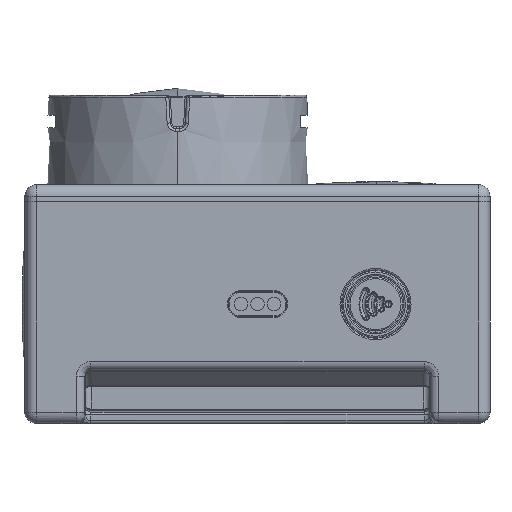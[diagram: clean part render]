
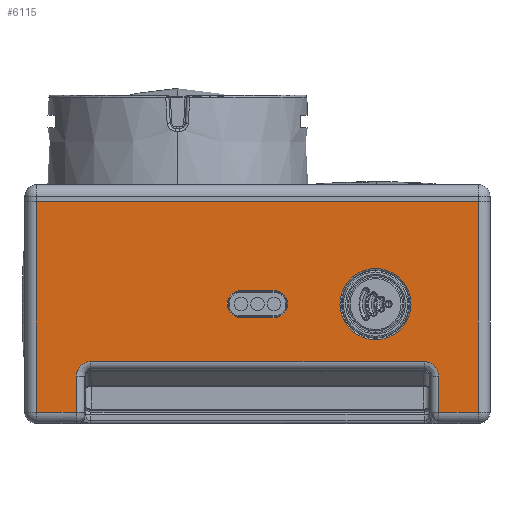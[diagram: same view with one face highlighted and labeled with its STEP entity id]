
A CAD part, left-side view. The second image highlights one B-rep face of the part: STEP entity #6115.
In plain terms, the highlighted planar face has unit normal (-1, 0, 0).
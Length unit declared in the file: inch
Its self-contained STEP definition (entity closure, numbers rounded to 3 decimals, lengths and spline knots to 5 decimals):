
#6 =( BOUNDED_CURVE ( )  B_SPLINE_CURVE ( 3, ( #24376, #24377, #24385, #24386 ),
 .UNSPECIFIED., .F., .F. ) 
 B_SPLINE_CURVE_WITH_KNOTS ( ( 4, 4 ),
 ( 3.14159, 4.71239 ),
 .UNSPECIFIED. ) 
 CURVE ( )  GEOMETRIC_REPRESENTATION_ITEM ( )  RATIONAL_B_SPLINE_CURVE ( ( 1., 0.805, 0.805, 1. ) ) 
 REPRESENTATION_ITEM ( '' )  );
#7 =( BOUNDED_CURVE ( )  B_SPLINE_CURVE ( 3, ( #24384, #24383, #24390, #24391 ),
 .UNSPECIFIED., .F., .F. ) 
 B_SPLINE_CURVE_WITH_KNOTS ( ( 4, 4 ),
 ( 1.5708, 3.14159 ),
 .UNSPECIFIED. ) 
 CURVE ( )  GEOMETRIC_REPRESENTATION_ITEM ( )  RATIONAL_B_SPLINE_CURVE ( ( 1., 0.805, 0.805, 1. ) ) 
 REPRESENTATION_ITEM ( '' )  );
#2510 = FACE_BOUND ( 'NONE', #7986, .T. ) ;
#2512 = FACE_OUTER_BOUND ( 'NONE', #8019, .T. ) ;
#2516 = FACE_BOUND ( 'NONE', #7994, .T. ) ;
#3477 = AXIS2_PLACEMENT_3D ( 'NONE', #6616, #6614, #6620 ) ;
#4515 = CARTESIAN_POINT ( 'NONE',  ( -1.161, -0.7675, 0.04 ) ) ;
#4516 = CARTESIAN_POINT ( 'NONE',  ( -1.161, 0.7675, 0.04 ) ) ;
#4518 = CARTESIAN_POINT ( 'NONE',  ( -1.161, -0.7675, 0.77 ) ) ;
#4530 = CARTESIAN_POINT ( 'NONE',  ( -1.161, 0.7675, 0.77 ) ) ;
#5968 = VERTEX_POINT ( 'NONE', #4515 ) ;
#5969 = VERTEX_POINT ( 'NONE', #4516 ) ;
#5971 = VERTEX_POINT ( 'NONE', #4518 ) ;
#5983 = VERTEX_POINT ( 'NONE', #4530 ) ;
#6115 = ADVANCED_FACE ( 'NONE', ( #2512, #2516, #2510 ), #6618, .F. ) ;
#6614 = DIRECTION ( 'NONE',  ( 1., 0., 0. ) ) ;
#6616 = CARTESIAN_POINT ( 'NONE',  ( -1.161, -0.8075, 0.83 ) ) ;
#6618 = PLANE ( 'NONE',  #3477 ) ;
#6620 = DIRECTION ( 'NONE',  ( 0., 0., -1. ) ) ;
#6994 = ORIENTED_EDGE ( 'NONE', *, *, #9191, .F. ) ;
#6995 = ORIENTED_EDGE ( 'NONE', *, *, #9186, .T. ) ;
#6996 = ORIENTED_EDGE ( 'NONE', *, *, #26074, .T. ) ;
#6997 = ORIENTED_EDGE ( 'NONE', *, *, #26075, .T. ) ;
#6998 = ORIENTED_EDGE ( 'NONE', *, *, #26076, .T. ) ;
#6999 = ORIENTED_EDGE ( 'NONE', *, *, #26077, .T. ) ;
#7000 = ORIENTED_EDGE ( 'NONE', *, *, #26078, .T. ) ;
#7001 = ORIENTED_EDGE ( 'NONE', *, *, #26079, .T. ) ;
#7002 = ORIENTED_EDGE ( 'NONE', *, *, #26080, .T. ) ;
#7003 = ORIENTED_EDGE ( 'NONE', *, *, #9196, .T. ) ;
#7004 = ORIENTED_EDGE ( 'NONE', *, *, #26081, .T. ) ;
#7005 = ORIENTED_EDGE ( 'NONE', *, *, #26082, .T. ) ;
#7006 = ORIENTED_EDGE ( 'NONE', *, *, #26083, .T. ) ;
#7007 = ORIENTED_EDGE ( 'NONE', *, *, #26084, .T. ) ;
#7008 = ORIENTED_EDGE ( 'NONE', *, *, #8870, .T. ) ;
#7009 = ORIENTED_EDGE ( 'NONE', *, *, #26085, .T. ) ;
#7733 = VERTEX_POINT ( 'NONE', #14738 ) ;
#7734 = VERTEX_POINT ( 'NONE', #14739 ) ;
#7836 = VERTEX_POINT ( 'NONE', #14840 ) ;
#7837 = VERTEX_POINT ( 'NONE', #14841 ) ;
#7863 = VERTEX_POINT ( 'NONE', #14867 ) ;
#7864 = VERTEX_POINT ( 'NONE', #14868 ) ;
#7865 = VERTEX_POINT ( 'NONE', #14869 ) ;
#7869 = VERTEX_POINT ( 'NONE', #14873 ) ;
#7872 = VERTEX_POINT ( 'NONE', #14876 ) ;
#7878 = VERTEX_POINT ( 'NONE', #14882 ) ;
#7889 = VERTEX_POINT ( 'NONE', #14893 ) ;
#7891 = VERTEX_POINT ( 'NONE', #14895 ) ;
#7986 = EDGE_LOOP ( 'NONE', ( #7008, #7009 ) ) ;
#7994 = EDGE_LOOP ( 'NONE', ( #7004, #7005, #7006, #7007 ) ) ;
#8019 = EDGE_LOOP ( 'NONE', ( #6994, #6995, #6996, #6997, #6998, #6999, #7000, #7001, #7002, #7003 ) ) ;
#8870 = EDGE_CURVE ( 'NONE', #7734, #7733, #15051, .T. ) ;
#9186 = EDGE_CURVE ( 'NONE', #5983, #5969, #15375, .T. ) ;
#9191 = EDGE_CURVE ( 'NONE', #5983, #5971, #15379, .T. ) ;
#9196 = EDGE_CURVE ( 'NONE', #5968, #5971, #15391, .T. ) ;
#12524 = AXIS2_PLACEMENT_3D ( 'NONE', #16349, #16350, #16351 ) ;
#14738 = CARTESIAN_POINT ( 'NONE',  ( -1.161, -0.41, 0.5385 ) ) ;
#14739 = CARTESIAN_POINT ( 'NONE',  ( -1.161, -0.41, 0.2915 ) ) ;
#14840 = CARTESIAN_POINT ( 'NONE',  ( -1.161, 0.62889, 0.04 ) ) ;
#14841 = CARTESIAN_POINT ( 'NONE',  ( -1.161, -0.62889, 0.165 ) ) ;
#14867 = CARTESIAN_POINT ( 'NONE',  ( -1.161, -0.62889, 0.04 ) ) ;
#14868 = CARTESIAN_POINT ( 'NONE',  ( -1.161, -0.0575, 0.462 ) ) ;
#14869 = CARTESIAN_POINT ( 'NONE',  ( -1.161, 0.57888, 0.215 ) ) ;
#14873 = CARTESIAN_POINT ( 'NONE',  ( -1.161, -0.0575, 0.368 ) ) ;
#14876 = CARTESIAN_POINT ( 'NONE',  ( -1.161, 0.0575, 0.462 ) ) ;
#14882 = CARTESIAN_POINT ( 'NONE',  ( -1.161, 0.0575, 0.368 ) ) ;
#14893 = CARTESIAN_POINT ( 'NONE',  ( -1.161, 0.62889, 0.165 ) ) ;
#14895 = CARTESIAN_POINT ( 'NONE',  ( -1.161, -0.57888, 0.215 ) ) ;
#15051 = CIRCLE ( 'NONE', #12524, 0.1235 ) ;
#15375 = LINE ( 'NONE', #18509, #15378 ) ;
#15378 = VECTOR ( 'NONE', #18511, 39.37008 ) ;
#15379 = LINE ( 'NONE', #18518, #15386 ) ;
#15386 = VECTOR ( 'NONE', #18522, 39.37008 ) ;
#15391 = LINE ( 'NONE', #18532, #15395 ) ;
#15395 = VECTOR ( 'NONE', #18528, 39.37008 ) ;
#16349 = CARTESIAN_POINT ( 'NONE',  ( -1.161, -0.41, 0.415 ) ) ;
#16350 = DIRECTION ( 'NONE',  ( 1., 0., 0. ) ) ;
#16351 = DIRECTION ( 'NONE',  ( 0., 0., -1. ) ) ;
#18509 = CARTESIAN_POINT ( 'NONE',  ( -1.161, 0.7675, 0.83 ) ) ;
#18511 = DIRECTION ( 'NONE',  ( 0., 0., -1. ) ) ;
#18518 = CARTESIAN_POINT ( 'NONE',  ( -1.161, -0.8075, 0.77 ) ) ;
#18522 = DIRECTION ( 'NONE',  ( 0., -1., 0. ) ) ;
#18528 = DIRECTION ( 'NONE',  ( 0., 0., 1. ) ) ;
#18532 = CARTESIAN_POINT ( 'NONE',  ( -1.161, -0.7675, 0.83 ) ) ;
#22824 = AXIS2_PLACEMENT_3D ( 'NONE', #24399, #24400, #24401 ) ;
#22825 = AXIS2_PLACEMENT_3D ( 'NONE', #24404, #24405, #24406 ) ;
#22826 = AXIS2_PLACEMENT_3D ( 'NONE', #24409, #24410, #24411 ) ;
#24371 = CARTESIAN_POINT ( 'NONE',  ( -1.161, -0.8075, 0.04 ) ) ;
#24372 = DIRECTION ( 'NONE',  ( 0., -1., 0. ) ) ;
#24376 = CARTESIAN_POINT ( 'NONE',  ( -1.161, 0.62889, 0.165 ) ) ;
#24377 = CARTESIAN_POINT ( 'NONE',  ( -1.161, 0.62889, 0.19429 ) ) ;
#24381 = CARTESIAN_POINT ( 'NONE',  ( -1.161, 0.62889, 0.165 ) ) ;
#24382 = DIRECTION ( 'NONE',  ( 0., 0., 1. ) ) ;
#24383 = CARTESIAN_POINT ( 'NONE',  ( -1.161, -0.60818, 0.215 ) ) ;
#24384 = CARTESIAN_POINT ( 'NONE',  ( -1.161, -0.57888, 0.215 ) ) ;
#24385 = CARTESIAN_POINT ( 'NONE',  ( -1.161, 0.60818, 0.215 ) ) ;
#24386 = CARTESIAN_POINT ( 'NONE',  ( -1.161, 0.57888, 0.215 ) ) ;
#24387 = CARTESIAN_POINT ( 'NONE',  ( -1.161, -0.8075, 0.215 ) ) ;
#24388 = DIRECTION ( 'NONE',  ( 0., -1., 0. ) ) ;
#24389 = DIRECTION ( 'NONE',  ( 0., -1., 0. ) ) ;
#24390 = CARTESIAN_POINT ( 'NONE',  ( -1.161, -0.62889, 0.19429 ) ) ;
#24391 = CARTESIAN_POINT ( 'NONE',  ( -1.161, -0.62889, 0.165 ) ) ;
#24392 = CARTESIAN_POINT ( 'NONE',  ( -1.161, -0.62889, 0.83 ) ) ;
#24393 = DIRECTION ( 'NONE',  ( 0., 0., -1. ) ) ;
#24394 = CARTESIAN_POINT ( 'NONE',  ( -1.161, -0.8075, 0.04 ) ) ;
#24395 = DIRECTION ( 'NONE',  ( 0., -1., 0. ) ) ;
#24396 = CARTESIAN_POINT ( 'NONE',  ( -1.161, -0.8075, 0.368 ) ) ;
#24397 = CARTESIAN_POINT ( 'NONE',  ( -1.161, -0.0575, 0.462 ) ) ;
#24398 = DIRECTION ( 'NONE',  ( 0., 1., 0. ) ) ;
#24399 = CARTESIAN_POINT ( 'NONE',  ( -1.161, 0.0575, 0.415 ) ) ;
#24400 = DIRECTION ( 'NONE',  ( 1., 0., 0. ) ) ;
#24401 = DIRECTION ( 'NONE',  ( 0., 0., -1. ) ) ;
#24404 = CARTESIAN_POINT ( 'NONE',  ( -1.161, -0.0575, 0.415 ) ) ;
#24405 = DIRECTION ( 'NONE',  ( 1., 0., 0. ) ) ;
#24406 = DIRECTION ( 'NONE',  ( 0., 0., -1. ) ) ;
#24409 = CARTESIAN_POINT ( 'NONE',  ( -1.161, -0.41, 0.415 ) ) ;
#24410 = DIRECTION ( 'NONE',  ( 1., 0., 0. ) ) ;
#24411 = DIRECTION ( 'NONE',  ( 0., 0., -1. ) ) ;
#24833 = CIRCLE ( 'NONE', #22824, 0.047 ) ;
#24836 = LINE ( 'NONE', #24371, #24838 ) ;
#24837 = LINE ( 'NONE', #24381, #24839 ) ;
#24838 = VECTOR ( 'NONE', #24372, 39.37008 ) ;
#24839 = VECTOR ( 'NONE', #24382, 39.37008 ) ;
#24840 = LINE ( 'NONE', #24387, #24841 ) ;
#24841 = VECTOR ( 'NONE', #24388, 39.37008 ) ;
#24842 = LINE ( 'NONE', #24392, #24844 ) ;
#24843 = LINE ( 'NONE', #24394, #24846 ) ;
#24844 = VECTOR ( 'NONE', #24393, 39.37008 ) ;
#24845 = LINE ( 'NONE', #24396, #24848 ) ;
#24846 = VECTOR ( 'NONE', #24395, 39.37008 ) ;
#24848 = VECTOR ( 'NONE', #24398, 39.37008 ) ;
#24849 = LINE ( 'NONE', #24397, #24851 ) ;
#24850 = CIRCLE ( 'NONE', #22825, 0.047 ) ;
#24851 = VECTOR ( 'NONE', #24389, 39.37008 ) ;
#24852 = CIRCLE ( 'NONE', #22826, 0.1235 ) ;
#26074 = EDGE_CURVE ( 'NONE', #5969, #7836, #24836, .T. ) ;
#26075 = EDGE_CURVE ( 'NONE', #7836, #7889, #24837, .T. ) ;
#26076 = EDGE_CURVE ( 'NONE', #7889, #7865, #6, .T. ) ;
#26077 = EDGE_CURVE ( 'NONE', #7865, #7891, #24840, .T. ) ;
#26078 = EDGE_CURVE ( 'NONE', #7891, #7837, #7, .T. ) ;
#26079 = EDGE_CURVE ( 'NONE', #7837, #7863, #24842, .T. ) ;
#26080 = EDGE_CURVE ( 'NONE', #7863, #5968, #24843, .T. ) ;
#26081 = EDGE_CURVE ( 'NONE', #7869, #7878, #24845, .T. ) ;
#26082 = EDGE_CURVE ( 'NONE', #7878, #7872, #24833, .T. ) ;
#26083 = EDGE_CURVE ( 'NONE', #7872, #7864, #24849, .T. ) ;
#26084 = EDGE_CURVE ( 'NONE', #7864, #7869, #24850, .T. ) ;
#26085 = EDGE_CURVE ( 'NONE', #7733, #7734, #24852, .T. ) ;
